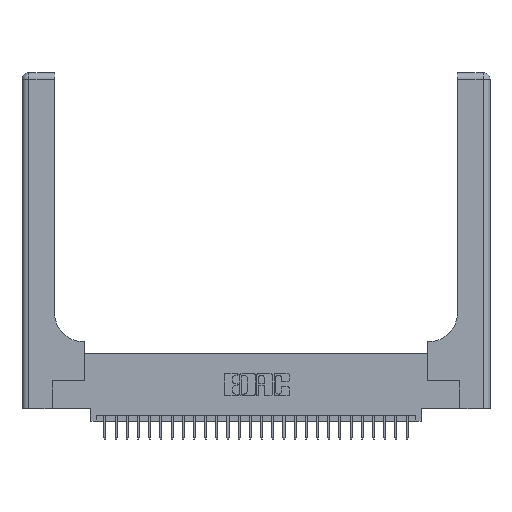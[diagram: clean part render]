
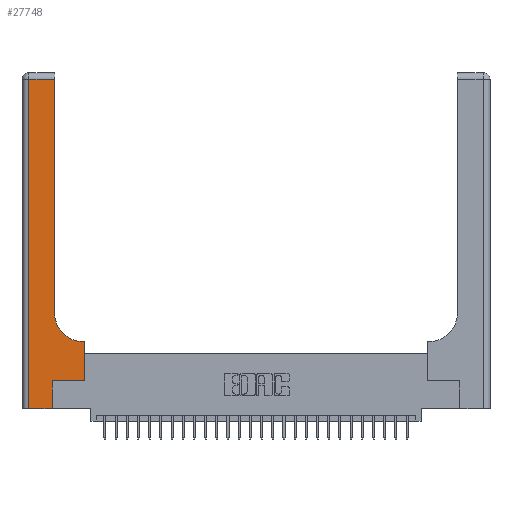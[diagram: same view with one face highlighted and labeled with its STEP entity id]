
A CAD part, top view. The second image highlights one B-rep face of the part: STEP entity #27748.
In plain terms, the highlighted planar face has unit normal (0, 0, 1).
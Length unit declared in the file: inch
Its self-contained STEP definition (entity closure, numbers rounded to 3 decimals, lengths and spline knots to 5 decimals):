
#175 = ORIENTED_EDGE ( 'NONE', *, *, #9418, .T. ) ;
#526 = LINE ( 'NONE', #2822, #29155 ) ;
#649 = VERTEX_POINT ( 'NONE', #5790 ) ;
#869 = DIRECTION ( 'NONE',  ( 0., 0., -1. ) ) ;
#2491 = LINE ( 'NONE', #11001, #13919 ) ;
#2622 = VERTEX_POINT ( 'NONE', #10159 ) ;
#2822 = CARTESIAN_POINT ( 'NONE',  ( 0.2915, 0.6, 0.37 ) ) ;
#3243 = VERTEX_POINT ( 'NONE', #10234 ) ;
#3622 = VECTOR ( 'NONE', #20616, 39.37008 ) ;
#4332 = LINE ( 'NONE', #8043, #15772 ) ;
#5790 = CARTESIAN_POINT ( 'NONE',  ( 0.5585, 0.25, 0.37 ) ) ;
#6952 = CARTESIAN_POINT ( 'NONE',  ( 0.2915, 3., 0.37 ) ) ;
#7620 = AXIS2_PLACEMENT_3D ( 'NONE', #13440, #29112, #15756 ) ;
#7948 = DIRECTION ( 'NONE',  ( 1., 0., 0. ) ) ;
#8043 = CARTESIAN_POINT ( 'NONE',  ( 0.269, 0.25, 0.37 ) ) ;
#8222 = AXIS2_PLACEMENT_3D ( 'NONE', #14553, #869, #16853 ) ;
#8260 = EDGE_CURVE ( 'NONE', #19880, #649, #4332, .T. ) ;
#8853 = PLANE ( 'NONE',  #7620 ) ;
#9035 = EDGE_CURVE ( 'NONE', #14064, #17781, #2491, .T. ) ;
#9418 = EDGE_CURVE ( 'NONE', #649, #23725, #22750, .T. ) ;
#9692 = EDGE_CURVE ( 'NONE', #17781, #3243, #21683, .T. ) ;
#10159 = CARTESIAN_POINT ( 'NONE',  ( 0.5415, 0.6, 0.37 ) ) ;
#10234 = CARTESIAN_POINT ( 'NONE',  ( 0.269, 0., 0.37 ) ) ;
#10351 = DIRECTION ( 'NONE',  ( 1., 0., 0. ) ) ;
#11001 = CARTESIAN_POINT ( 'NONE',  ( 0.06, 3., 0.37 ) ) ;
#11127 = VECTOR ( 'NONE', #17431, 39.37008 ) ;
#12676 = EDGE_CURVE ( 'NONE', #2622, #19692, #16518, .T. ) ;
#12959 = CARTESIAN_POINT ( 'NONE',  ( 0.2915, 2.94, 0.37 ) ) ;
#13114 = EDGE_CURVE ( 'NONE', #3243, #19880, #29049, .T. ) ;
#13192 = EDGE_CURVE ( 'NONE', #19692, #14702, #22482, .T. ) ;
#13294 = DIRECTION ( 'NONE',  ( 0., -1., 0. ) ) ;
#13440 = CARTESIAN_POINT ( 'NONE',  ( 0., 3., 0.37 ) ) ;
#13919 = VECTOR ( 'NONE', #13294, 39.37008 ) ;
#13946 = CARTESIAN_POINT ( 'NONE',  ( 0.5585, 0.25, 0.37 ) ) ;
#14049 = CARTESIAN_POINT ( 'NONE',  ( 0.2915, 0.85, 0.37 ) ) ;
#14064 = VERTEX_POINT ( 'NONE', #27981 ) ;
#14553 = CARTESIAN_POINT ( 'NONE',  ( 0.5415, 0.85, 0.37 ) ) ;
#14702 = VERTEX_POINT ( 'NONE', #12959 ) ;
#14819 = ORIENTED_EDGE ( 'NONE', *, *, #13192, .T. ) ;
#15495 = CARTESIAN_POINT ( 'NONE',  ( 0., 2.94, 0.37 ) ) ;
#15756 = DIRECTION ( 'NONE',  ( -1., 0., 0. ) ) ;
#15772 = VECTOR ( 'NONE', #10351, 39.37008 ) ;
#16264 = ORIENTED_EDGE ( 'NONE', *, *, #13114, .T. ) ;
#16518 = CIRCLE ( 'NONE', #8222, 0.25 ) ;
#16853 = DIRECTION ( 'NONE',  ( 1., 0., 0. ) ) ;
#17431 = DIRECTION ( 'NONE',  ( 0., 1., 0. ) ) ;
#17636 = FACE_OUTER_BOUND ( 'NONE', #28070, .T. ) ;
#17781 = VERTEX_POINT ( 'NONE', #23150 ) ;
#18415 = ORIENTED_EDGE ( 'NONE', *, *, #20411, .T. ) ;
#18456 = DIRECTION ( 'NONE',  ( 0., 1., 0. ) ) ;
#19250 = CARTESIAN_POINT ( 'NONE',  ( 0.269, 0.25, 0.37 ) ) ;
#19692 = VERTEX_POINT ( 'NONE', #14049 ) ;
#19880 = VERTEX_POINT ( 'NONE', #19250 ) ;
#20411 = EDGE_CURVE ( 'NONE', #23725, #2622, #526, .T. ) ;
#20616 = DIRECTION ( 'NONE',  ( 0., 1., 0. ) ) ;
#20867 = ORIENTED_EDGE ( 'NONE', *, *, #23666, .T. ) ;
#21683 = LINE ( 'NONE', #23808, #22395 ) ;
#21705 = LINE ( 'NONE', #15495, #26900 ) ;
#21841 = CARTESIAN_POINT ( 'NONE',  ( 0.5585, 0.6, 0.37 ) ) ;
#22056 = VECTOR ( 'NONE', #18456, 39.37008 ) ;
#22395 = VECTOR ( 'NONE', #7948, 39.37008 ) ;
#22482 = LINE ( 'NONE', #6952, #3622 ) ;
#22750 = LINE ( 'NONE', #13946, #22056 ) ;
#23150 = CARTESIAN_POINT ( 'NONE',  ( 0.06, 0., 0.37 ) ) ;
#23666 = EDGE_CURVE ( 'NONE', #14702, #14064, #21705, .T. ) ;
#23725 = VERTEX_POINT ( 'NONE', #21841 ) ;
#23808 = CARTESIAN_POINT ( 'NONE',  ( 0., 0., 0.37 ) ) ;
#25520 = DIRECTION ( 'NONE',  ( -1., 0., 0. ) ) ;
#25711 = ORIENTED_EDGE ( 'NONE', *, *, #12676, .T. ) ;
#25993 = DIRECTION ( 'NONE',  ( -1., 0., 0. ) ) ;
#26747 = ORIENTED_EDGE ( 'NONE', *, *, #9035, .T. ) ;
#26900 = VECTOR ( 'NONE', #25993, 39.37008 ) ;
#27077 = CARTESIAN_POINT ( 'NONE',  ( 0.269, 0., 0.37 ) ) ;
#27428 = ORIENTED_EDGE ( 'NONE', *, *, #9692, .T. ) ;
#27748 = ADVANCED_FACE ( 'NONE', ( #17636 ), #8853, .F. ) ;
#27981 = CARTESIAN_POINT ( 'NONE',  ( 0.06, 2.94, 0.37 ) ) ;
#28070 = EDGE_LOOP ( 'NONE', ( #14819, #20867, #26747, #27428, #16264, #28117, #175, #18415, #25711 ) ) ;
#28117 = ORIENTED_EDGE ( 'NONE', *, *, #8260, .T. ) ;
#29049 = LINE ( 'NONE', #27077, #11127 ) ;
#29112 = DIRECTION ( 'NONE',  ( 0., 0., -1. ) ) ;
#29155 = VECTOR ( 'NONE', #25520, 39.37008 ) ;
